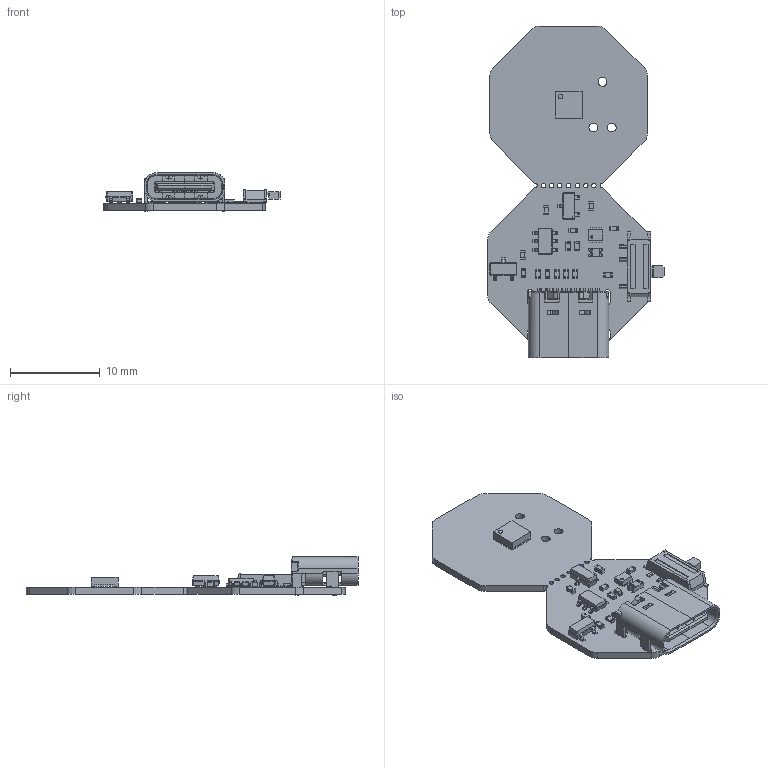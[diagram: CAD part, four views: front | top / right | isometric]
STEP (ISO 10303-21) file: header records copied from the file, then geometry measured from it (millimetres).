
FILE_DESCRIPTION(('KiCad electronic assembly'),'2;1');
FILE_NAME('ch32-breakout-V0.1-2025-06-13-3D.step','2025-06-13T22:30:45', ('Pcbnew'),('Kicad'),'Open CASCADE STEP processor 7.6', 'KiCad to STEP converter','Unknown');
FILE_SCHEMA(('AUTOMOTIVE_DESIGN { 1 0 10303 214 1 1 1 1 }'));
Length unit declared in the file: millimetre
Products named in the file (24): ch32-breakout-V0.1-2025-06-13-3D 1; R_0402_1005Metric; C_0402_1005Metric; SOT-23; SOT_23; LED_0402_1005Metric; D_0603_1608Metric; D_0603; SOT-23-3; SW_SPDT_PCM12; Fusion_sp; QFN-24_3x3mm_P0.4mm; QFN-24_3x3mm_Pitch0.4mm; SOT-563; SOT_563; USB_C_Receptacle_GCT_USB4105-xx-A_16P_TopMnt_Horizontal; USB_C_Receptacle_16P_TopMnt_Horizontal_GCT_USB4105-xx-A; TSOT-23-6; TSOT_23_6; kibot_xd4z6_dg_PCB
Assembly tree (34 placements, depth 3):
  ch32-breakout-V0.1-2025-06-13-3D 1
    R_0402_1005Metric  x10
      R_0402_1005Metric
    C_0402_1005Metric  x3
      C_0402_1005Metric
    SOT-23
      SOT_23
    LED_0402_1005Metric
      LED_0402_1005Metric
    D_0603_1608Metric
      D_0603
    SOT-23-3
      SOT-23-3
    SW_SPDT_PCM12
      Fusion_sp
    QFN-24_3x3mm_P0.4mm
      QFN-24_3x3mm_Pitch0.4mm
    SOT-563
      SOT_563
    USB_C_Receptacle_GCT_USB4105-xx-A_16P_TopMnt_Horizontal
      USB_C_Receptacle_16P_TopMnt_Horizontal_GCT_USB4105-xx-A
    TSOT-23-6
      TSOT_23_6
    kibot_xd4z6_dg_PCB
Bounding box: 19.63 x 36.92 x 4.26 mm (x, y, z)
Volume: 581 mm3; surface area: 1900 mm2
Topology: 58 solids, 58 shells, 1755 faces, 4506 edges, 2871 vertices
Faces by surface type: plane 1259, cylinder 399, bspline 87, cone 10
Full cylindrical faces by diameter (mm): 0.25 x1, 0.5 x10, 0.65 x2, 0.8 x2, 0.9 x2, 0.991 x3
Entity records: 55425 total; most frequent: CARTESIAN_POINT 9394, ORIENTED_EDGE 7500, DIRECTION 7049, EDGE_CURVE 3750, LINE 3021, VECTOR 3021, VERTEX_POINT 2379, AXIS2_PLACEMENT_3D 2014
